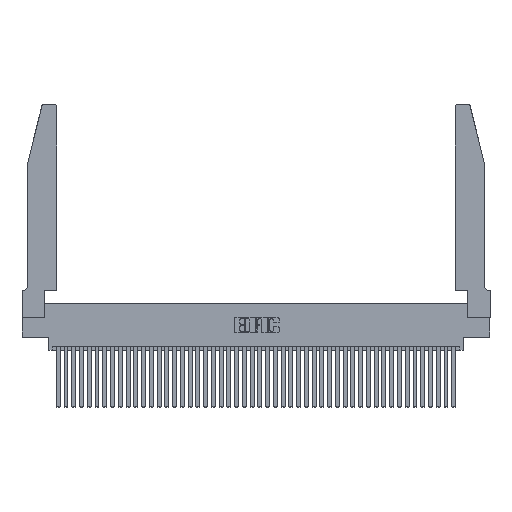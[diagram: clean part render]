
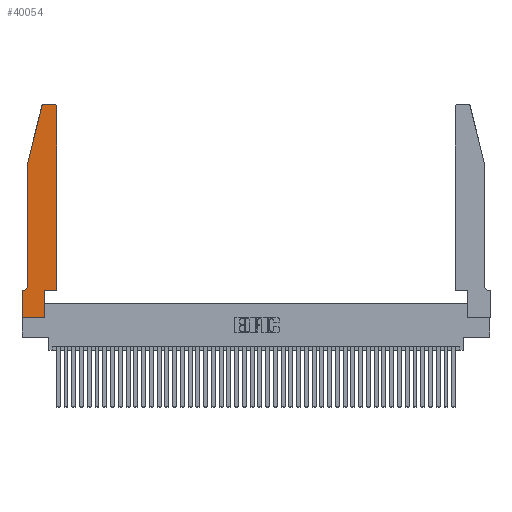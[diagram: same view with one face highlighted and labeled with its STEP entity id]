
A CAD part, top view. The second image highlights one B-rep face of the part: STEP entity #40054.
In plain terms, the highlighted planar face has unit normal (0, 0, 1).
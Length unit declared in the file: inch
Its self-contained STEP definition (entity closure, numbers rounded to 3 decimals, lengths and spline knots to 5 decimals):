
#279 = VERTEX_POINT ( 'NONE', #43580 ) ;
#586 = LINE ( 'NONE', #24129, #20888 ) ;
#695 = ORIENTED_EDGE ( 'NONE', *, *, #9443, .T. ) ;
#770 = EDGE_CURVE ( 'NONE', #32670, #12993, #38306, .T. ) ;
#1194 = CARTESIAN_POINT ( 'NONE',  ( 0.2865, 0.35, 0.37 ) ) ;
#1609 = DIRECTION ( 'NONE',  ( 0., -1., 0. ) ) ;
#3334 = DIRECTION ( 'NONE',  ( -0.239, -0.971, 0. ) ) ;
#3618 = CARTESIAN_POINT ( 'NONE',  ( 0.0755, 0.42, 0.37 ) ) ;
#3746 = ORIENTED_EDGE ( 'NONE', *, *, #770, .T. ) ;
#4150 = ORIENTED_EDGE ( 'NONE', *, *, #7646, .T. ) ;
#4429 = CARTESIAN_POINT ( 'NONE',  ( 0., 0.35, 0.37 ) ) ;
#5268 = ORIENTED_EDGE ( 'NONE', *, *, #32408, .T. ) ;
#6030 = VERTEX_POINT ( 'NONE', #37227 ) ;
#6372 = EDGE_CURVE ( 'NONE', #29678, #29565, #43100, .T. ) ;
#6561 = CIRCLE ( 'NONE', #31303, 0.03 ) ;
#7262 = DIRECTION ( 'NONE',  ( 0., 0., 1. ) ) ;
#7646 = EDGE_CURVE ( 'NONE', #29565, #279, #6561, .T. ) ;
#7666 = PLANE ( 'NONE',  #10531 ) ;
#7868 = CARTESIAN_POINT ( 'NONE',  ( 0.284, 2.75, 0.37 ) ) ;
#7896 = LINE ( 'NONE', #22350, #23990 ) ;
#8648 = AXIS2_PLACEMENT_3D ( 'NONE', #34292, #10297, #37748 ) ;
#8792 = EDGE_CURVE ( 'NONE', #6030, #32670, #18813, .T. ) ;
#9071 = CARTESIAN_POINT ( 'NONE',  ( 0.0055, 0.35, 0.37 ) ) ;
#9443 = EDGE_CURVE ( 'NONE', #12993, #20272, #40772, .T. ) ;
#9614 = EDGE_CURVE ( 'NONE', #18205, #21333, #22555, .T. ) ;
#9794 = CARTESIAN_POINT ( 'NONE',  ( 0.0755, 2., 0.37 ) ) ;
#10269 = DIRECTION ( 'NONE',  ( 1., 0., 0. ) ) ;
#10297 = DIRECTION ( 'NONE',  ( 0., 0., -1. ) ) ;
#10430 = CIRCLE ( 'NONE', #17412, 0.03 ) ;
#10531 = AXIS2_PLACEMENT_3D ( 'NONE', #4429, #11250, #25049 ) ;
#11250 = DIRECTION ( 'NONE',  ( 0., 0., 1. ) ) ;
#11399 = EDGE_CURVE ( 'NONE', #19891, #18205, #7896, .T. ) ;
#12191 = DIRECTION ( 'NONE',  ( 1., 0., 0. ) ) ;
#12498 = DIRECTION ( 'NONE',  ( -1., 0., 0. ) ) ;
#12993 = VERTEX_POINT ( 'NONE', #13040 ) ;
#13040 = CARTESIAN_POINT ( 'NONE',  ( 0.2865, 0.35, 0.37 ) ) ;
#15728 = CARTESIAN_POINT ( 'NONE',  ( 0.4505, 0.35, 0.37 ) ) ;
#16793 = ORIENTED_EDGE ( 'NONE', *, *, #11399, .T. ) ;
#17228 = EDGE_CURVE ( 'NONE', #25095, #29678, #10430, .T. ) ;
#17412 = AXIS2_PLACEMENT_3D ( 'NONE', #28063, #7262, #24199 ) ;
#18205 = VERTEX_POINT ( 'NONE', #3618 ) ;
#18813 = LINE ( 'NONE', #27355, #42910 ) ;
#19618 = DIRECTION ( 'NONE',  ( 0., 1., 0. ) ) ;
#19742 = DIRECTION ( 'NONE',  ( -1., 0., 0. ) ) ;
#19891 = VERTEX_POINT ( 'NONE', #9794 ) ;
#20055 = EDGE_CURVE ( 'NONE', #279, #19891, #586, .T. ) ;
#20114 = EDGE_LOOP ( 'NONE', ( #31490, #4150, #28065, #16793, #24293, #5268, #24743, #25254, #3746, #695, #42761, #43749 ) ) ;
#20272 = VERTEX_POINT ( 'NONE', #15728 ) ;
#20456 = EDGE_CURVE ( 'NONE', #25351, #6030, #41772, .T. ) ;
#20666 = LINE ( 'NONE', #25321, #43678 ) ;
#20888 = VECTOR ( 'NONE', #3334, 39.37008 ) ;
#21333 = VERTEX_POINT ( 'NONE', #9071 ) ;
#22350 = CARTESIAN_POINT ( 'NONE',  ( 0.0755, 2., 0.37 ) ) ;
#22555 = CIRCLE ( 'NONE', #8648, 0.07 ) ;
#23574 = VECTOR ( 'NONE', #43703, 39.37008 ) ;
#23990 = VECTOR ( 'NONE', #1609, 39.37008 ) ;
#24129 = CARTESIAN_POINT ( 'NONE',  ( 0.0755, 2., 0.37 ) ) ;
#24199 = DIRECTION ( 'NONE',  ( 1., 0., 0. ) ) ;
#24293 = ORIENTED_EDGE ( 'NONE', *, *, #9614, .T. ) ;
#24743 = ORIENTED_EDGE ( 'NONE', *, *, #20456, .T. ) ;
#25049 = DIRECTION ( 'NONE',  ( 1., 0., 0. ) ) ;
#25095 = VERTEX_POINT ( 'NONE', #37922 ) ;
#25254 = ORIENTED_EDGE ( 'NONE', *, *, #8792, .T. ) ;
#25262 = CARTESIAN_POINT ( 'NONE',  ( 0.4505, 0.35, 0.37 ) ) ;
#25321 = CARTESIAN_POINT ( 'NONE',  ( 0.4505, 0.35, 0.37 ) ) ;
#25351 = VERTEX_POINT ( 'NONE', #26511 ) ;
#25974 = VECTOR ( 'NONE', #12498, 39.37008 ) ;
#26511 = CARTESIAN_POINT ( 'NONE',  ( 0., 0.35, 0.37 ) ) ;
#27021 = VECTOR ( 'NONE', #27752, 39.37008 ) ;
#27355 = CARTESIAN_POINT ( 'NONE',  ( 0., 0., 0.37 ) ) ;
#27752 = DIRECTION ( 'NONE',  ( 0., 1., 0. ) ) ;
#28063 = CARTESIAN_POINT ( 'NONE',  ( 0.4205, 2.72, 0.37 ) ) ;
#28065 = ORIENTED_EDGE ( 'NONE', *, *, #20055, .T. ) ;
#29565 = VERTEX_POINT ( 'NONE', #7868 ) ;
#29678 = VERTEX_POINT ( 'NONE', #38196 ) ;
#31303 = AXIS2_PLACEMENT_3D ( 'NONE', #32603, #32448, #12191 ) ;
#31341 = LINE ( 'NONE', #43071, #25974 ) ;
#31345 = VECTOR ( 'NONE', #19742, 39.37008 ) ;
#31490 = ORIENTED_EDGE ( 'NONE', *, *, #6372, .T. ) ;
#31570 = CARTESIAN_POINT ( 'NONE',  ( 0.2865, 0., 0.37 ) ) ;
#31753 = EDGE_CURVE ( 'NONE', #20272, #25095, #20666, .T. ) ;
#32408 = EDGE_CURVE ( 'NONE', #21333, #25351, #31341, .T. ) ;
#32448 = DIRECTION ( 'NONE',  ( 0., 0., 1. ) ) ;
#32603 = CARTESIAN_POINT ( 'NONE',  ( 0.284, 2.72, 0.37 ) ) ;
#32670 = VERTEX_POINT ( 'NONE', #31570 ) ;
#33586 = CARTESIAN_POINT ( 'NONE',  ( 0., 0., 0.37 ) ) ;
#34292 = CARTESIAN_POINT ( 'NONE',  ( 0.0055, 0.42, 0.37 ) ) ;
#36413 = CARTESIAN_POINT ( 'NONE',  ( 0.2605, 2.75, 0.37 ) ) ;
#37227 = CARTESIAN_POINT ( 'NONE',  ( 0., 0., 0.37 ) ) ;
#37748 = DIRECTION ( 'NONE',  ( -1., 0., 0. ) ) ;
#37922 = CARTESIAN_POINT ( 'NONE',  ( 0.4505, 2.72, 0.37 ) ) ;
#38196 = CARTESIAN_POINT ( 'NONE',  ( 0.4205, 2.75, 0.37 ) ) ;
#38306 = LINE ( 'NONE', #1194, #27021 ) ;
#39868 = FACE_OUTER_BOUND ( 'NONE', #20114, .T. ) ;
#40054 = ADVANCED_FACE ( 'NONE', ( #39868 ), #7666, .T. ) ;
#40772 = LINE ( 'NONE', #25262, #41799 ) ;
#41772 = LINE ( 'NONE', #33586, #23574 ) ;
#41799 = VECTOR ( 'NONE', #41999, 39.37008 ) ;
#41999 = DIRECTION ( 'NONE',  ( 1., 0., 0. ) ) ;
#42761 = ORIENTED_EDGE ( 'NONE', *, *, #31753, .T. ) ;
#42910 = VECTOR ( 'NONE', #10269, 39.37008 ) ;
#43071 = CARTESIAN_POINT ( 'NONE',  ( 0.0755, 0.35, 0.37 ) ) ;
#43100 = LINE ( 'NONE', #36413, #31345 ) ;
#43580 = CARTESIAN_POINT ( 'NONE',  ( 0.25487, 2.72718, 0.37 ) ) ;
#43678 = VECTOR ( 'NONE', #19618, 39.37008 ) ;
#43703 = DIRECTION ( 'NONE',  ( 0., -1., 0. ) ) ;
#43749 = ORIENTED_EDGE ( 'NONE', *, *, #17228, .T. ) ;
